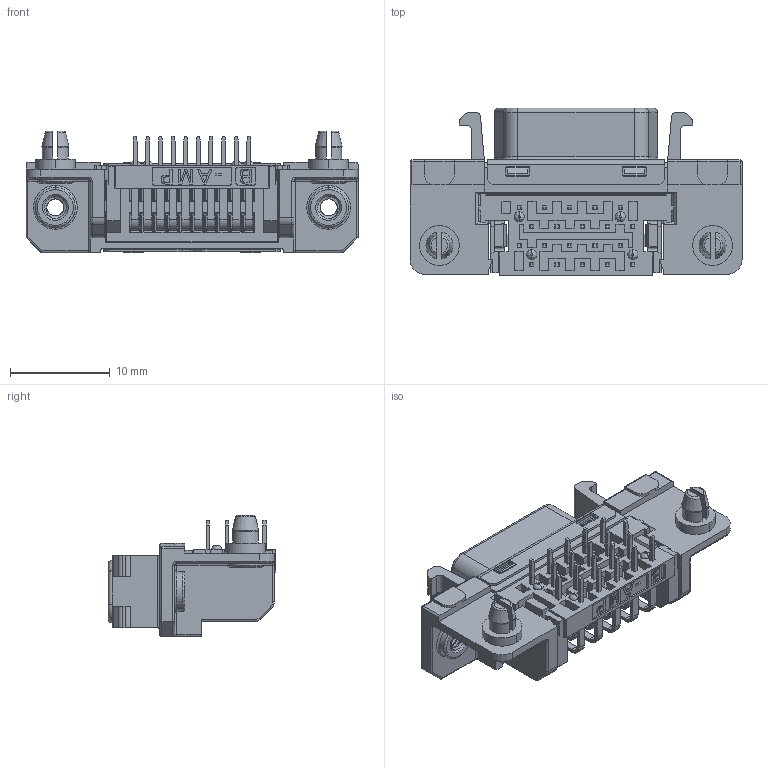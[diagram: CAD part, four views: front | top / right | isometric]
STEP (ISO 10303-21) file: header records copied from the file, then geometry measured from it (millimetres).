
FILE_DESCRIPTION (( 'STEP AP214' ), '1' );
FILE_NAME ('2-2271085-4(Oct.10th).STEP', '2023-10-10T05:42:59', ( '' ), ( '' ), 'SwSTEP 2.0', 'SolidWorks 2019', '' );
FILE_SCHEMA (( 'AUTOMOTIVE_DESIGN' ));
Length unit declared in the file: millimetre
Products named in the file (12): 2-2271085-4(Oct.10th); T17022-010XXP22_A0; S17022-020N5C30_A0; S17022-014T1A80_A0; H17022-020C9B01_1; H17022-020C9B00_3; T17022-001XXP26_A0; S17022-020N5K10_4; T17022-001XXP24_1; T17022-010XXP21_A0 ; T17022-001XXP25_A0; T17022-001XXP23_1
Assembly tree (28 placements, depth 3):
  2-2271085-4(Oct.10th)
    S17022-020N5K10_4
    H17022-020C9B00_3
    S17022-020N5C30_A0
    T17022-010XXP21_A0 
      T17022-001XXP24_1  x5
      T17022-001XXP23_1  x5
    T17022-010XXP22_A0
      T17022-001XXP26_A0  x5
      T17022-001XXP25_A0  x5
    H17022-020C9B01_1
    S17022-014T1A80_A0  x2
Bounding box: 33.35 x 16.84 x 12.2 mm (x, y, z)
Volume: 1685 mm3; surface area: 5523.4 mm2
Topology: 58 solids, 58 shells, 3367 faces, 8627 edges, 5384 vertices
Faces by surface type: plane 2598, cylinder 554, bspline 92, torus 68, cone 47, sphere 8
Entity records: 68407 total; most frequent: CARTESIAN_POINT 16660, ORIENTED_EDGE 10342, DIRECTION 9432, EDGE_CURVE 5171, VECTOR 4228, LINE 4228, VERTEX_POINT 3275, AXIS2_PLACEMENT_3D 2602
